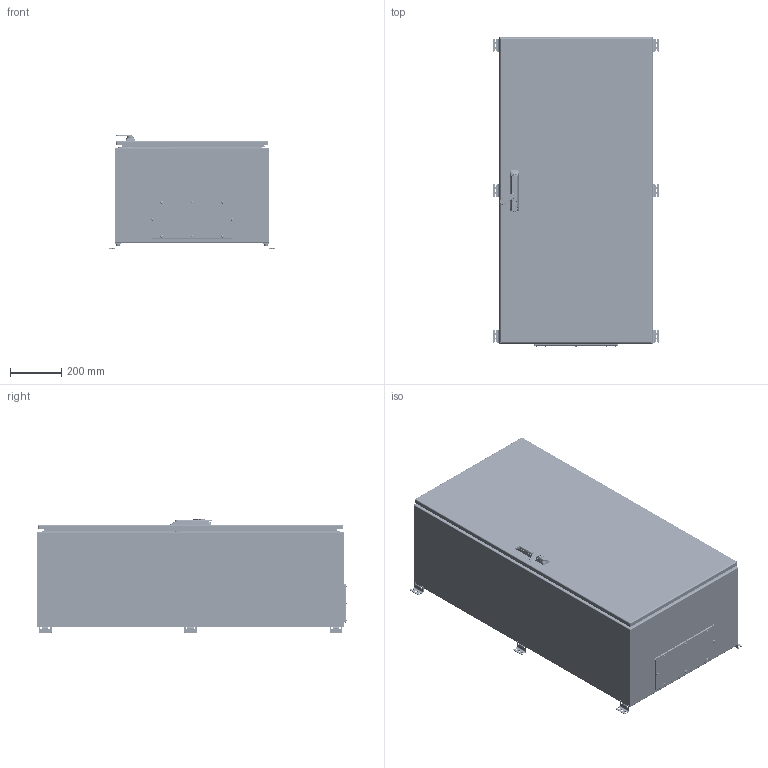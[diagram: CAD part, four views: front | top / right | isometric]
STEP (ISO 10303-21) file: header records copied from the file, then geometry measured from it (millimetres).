
FILE_DESCRIPTION (( 'STEP AP214' ), '1' );
FILE_NAME ('21.060.120.40.STEP', '2024-07-25T11:23:23', ( '' ), ( '' ), 'SwSTEP 2.0', 'SolidWorks 2021', '' );
FILE_SCHEMA (( 'AUTOMOTIVE_DESIGN' ));
Length unit declared in the file: millimetre
Products named in the file (65): 砑僔蠂縺; Äâåðü W600H1200; Çàêëåïêà ðåçüáîâàÿ Ì5 øåñòèãðàííàÿ ñ óìåíüøåííûì áîðòîì; Êðåïëåíèå òÿãè; Äâåðíîé ïðîôèëü ÌÊ 20 Í1200; 471.100 Íàñòåííîå êðåïëåíèå; Ïðîêëàäêà êðûøêè ÄÌ W330D150; M60001_4.stp; Øïèëüêà ïðèâàðíàÿ Ì6õ16; Äâåðíîå ïîëîòíî W600H1200; 嵑謺麃 瀁蠉澼鍣 094; 扻錼鼨膰; ABB100-3_03_1_AF0.stp; 扻豵鵨 W600H1200D400; MS100-3-3B_ASM_92_AF0_ASM.stp; Ãàéêà M8 DIN6923.step; 21.060.120.40; M60002_2.stp; MS100-3-SXGH_3_AF0.stp; 昑 W600H1200; Áîëò Ì5õ8 ñ øåñòèãðàííîé ãîëîâêîé ñ ïðåññøàéáîé; SCREW4_2X22_8.stp; ABB100-3_03_1_AF1.stp; Ëåâàÿ ñòåíêà H1200D400; MS100-3-1000_8-171769_AF0.stp; K7030_ASM_1_AF0_ASM.stp; Ðåçèíêà øàðíèðà; Ïðàâàÿ ñòåíêà H1200D400; 署赅 W330D150; K7010-C_ASM_3_AF0_ASM.stp; MS100-3-1B_8_AF0.stp; AB100-3-S06-SP_1_5.stp; MS822-1-1-SPLJZ_5.stp; Áîëò Ì6õ10 ñ øåñòèãðàííîé ãîëîâêîé ñ ïðåññøàéáîé; Çàêëåïêà ðåçüáîâàÿ Ì8 øåñòèãðàííàÿ ñ óìåíüøåííûì áîðòîì; Ãàéêà DIN934- Ì6-Zn; ABB100-3-1-ZZ_5_ASM.stp; Ïðîôèëü äâåðíîé H1200; Ïåðô. ïðîôèëü äëÿ äíà è ñòåíêè D400; MS100-3-00_1.stp ...
Assembly tree (162 placements, depth 7):
  21.060.120.40
    昢膼碴鍣 膰豵鵨 W600H1200D400
      扻豵鵨 W600H1200D400
      Ïðàâàÿ ñòåíêà H1200D400
      Ëåâàÿ ñòåíêà H1200D400
      Øïèëüêà ïðèâàðíàÿ Ì6õ16  x12
      Øïèëüêà ïðèâàðíàÿ Ì8õ25  x6
      Çàêëåïêà ðåçüáîâàÿ Ì8 øåñòèãðàííàÿ ñ óìåíüøåííûì áîðòîì  x6
      Çàêëåïêà ðåçüáîâàÿ Ì5 øåñòèãðàííàÿ ñ óìåíüøåííûì áîðòîì  x8
    Äâåðü W600H1200
      Äâåðíîå ïîëîòíî W600H1200
      Ãàñêåòèíã äâåðè W600H1200
      Øïèëüêà ïðèâàðíàÿ Ì6õ16  x6
      Ïåòëÿ ùèòîâàÿ ïðèâàðíàÿ  x3
      Ïðîôèëü äâåðíîé H1200  x2
      ﾒ聰 H1200  x2
      Êðåïëåíèå òÿãè  x4
      Ýëåìåíò òÿãè  x2
        砑僔蠂縺
        扻錼鼨膰
        Îñü
      MS100-3-3C (1).stp
        MS100-3-3B_ASM_92_AF0_ASM.stp
          MS-100-3A-3E-SB_ASM_55_AF0_ASM.stp
            ABB100-3-1-ZZ_5_ASM.stp
              ABB100-3-1-ZZ_5_2.stp
            K7010-C_ASM_3_AF0_ASM.stp
              MS100-3C_1_AF0.stp
              ABB100-3_03_1_AF0.stp
            K7030_ASM_1_AF0_ASM.stp
              ABB100-3_03_1_AF1.stp
            MS100-3-1B_8_AF0.stp
            MS820-1-1-05-XZS-4X5_8.stp
            MS100-3-FYG_7.stp
          0001_ASM_45_AF0_ASM.stp
            MS100-3-1000_8-162541.stp  x2
            MS100-3-1000_8-171769_AF0.stp
            MS100-3000_10.stp
            MS100-3-00_1.stp  x2
          0002_ASM_2_ASM.stp
            M60001_4.stp
            _INST32000_4.stp
            M60002_2.stp
          MS100-3-1-1B-SL_4_AF0.stp
          MS100-3-SXGH_3_AF0.stp
          SCREW4_2X22_8.stp  x4
          MS822-1-1-SPLJZ_5.stp
          AB100-3-S06-SP_1_5.stp
          M6X25_5.stp
      Áîëò Ì5õ8 ñ øåñòèãðàííîé ãîëîâêîé ñ ïðåññøàéáîé  x2
      Ãàéêà DIN934- Ì6-Zn  x4
    昑 W600H1200
    署赅 W330D150
    Ïðîêëàäêà êðûøêè ÄÌ W330D150
    Âèíò DIN 967 Ì5õ16 ñ ïîëóêðóãëîé ãîëîâêîé ñ êðåñòîîáðàçíûì øëèöåì  x8
    嵑謺麃 瀁蠉澼鍣 094  x3
      Âòóëêà øàðíèðà
      嵑謺麃
      Ðåçèíêà øàðíèðà
    Áîëò Ì6õ10 ñ øåñòèãðàííîé ãîëîâêîé ñ ïðåññøàéáîé  x6
Bounding box: 652 x 1211.05 x 446.8 mm (x, y, z)
Volume: 7085056.7 mm3; surface area: 8653077.4 mm2
Topology: 165 solids, 165 shells, 9084 faces, 23311 edges, 14764 vertices
Faces by surface type: plane 3953, cylinder 3330, bspline 655, cone 606, torus 467, sphere 73
Entity records: 200051 total; most frequent: CARTESIAN_POINT 76874, ORIENTED_EDGE 26418, DIRECTION 22697, EDGE_CURVE 13209, VERTEX_POINT 8386, LINE 7919, VECTOR 7919, AXIS2_PLACEMENT_3D 7389
